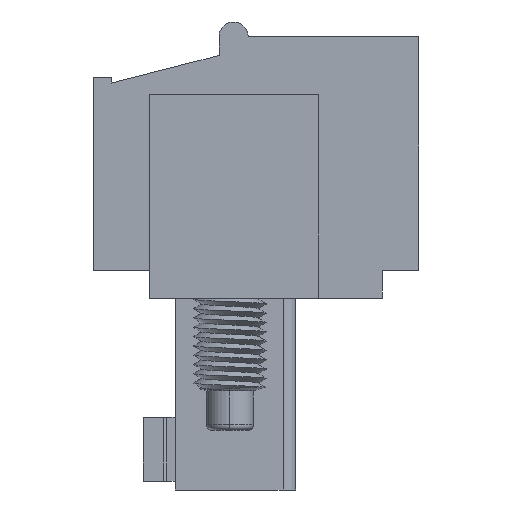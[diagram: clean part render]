
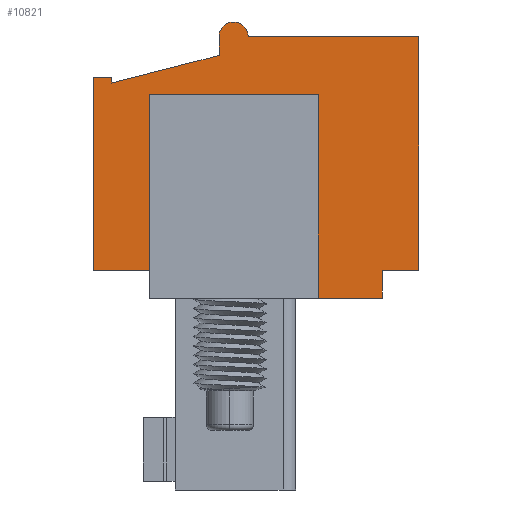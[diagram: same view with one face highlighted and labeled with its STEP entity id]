
A CAD part, left-side view. The second image highlights one B-rep face of the part: STEP entity #10821.
In plain terms, the highlighted planar face has unit normal (-1, 0, 0).
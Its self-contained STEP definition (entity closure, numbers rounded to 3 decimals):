
#164=DIRECTION('',(0.,0.,1.));
#165=VECTOR('',#164,6.05);
#166=CARTESIAN_POINT('',(-23.65,2.88,-8.05));
#167=LINE('',#166,#165);
#168=DIRECTION('',(0.,-1.,0.));
#169=VECTOR('',#168,1.95);
#170=CARTESIAN_POINT('',(-23.65,4.83,-8.05));
#171=LINE('',#170,#169);
#172=DIRECTION('',(0.,0.,1.));
#173=VECTOR('',#172,6.65);
#174=CARTESIAN_POINT('',(-23.65,4.83,-8.05));
#175=LINE('',#174,#173);
#176=DIRECTION('',(0.,1.,0.));
#177=VECTOR('',#176,0.63);
#178=CARTESIAN_POINT('',(-23.65,4.2,-1.4));
#179=LINE('',#178,#177);
#180=DIRECTION('',(0.,0.,1.));
#181=VECTOR('',#180,0.2);
#182=CARTESIAN_POINT('',(-23.65,4.2,-1.6));
#183=LINE('',#182,#181);
#184=DIRECTION('',(0.,0.969,-0.249));
#185=VECTOR('',#184,3.82);
#186=CARTESIAN_POINT('',(-23.65,0.5,-0.65));
#187=LINE('',#186,#185);
#188=DIRECTION('',(0.,0.,-1.));
#189=VECTOR('',#188,0.65);
#190=CARTESIAN_POINT('',(-23.65,0.5,0.));
#191=LINE('',#190,#189);
#192=CARTESIAN_POINT('',(-23.65,0.,0.));
#193=DIRECTION('',(-1.,0.,0.));
#194=DIRECTION('',(0.,-1.,0.));
#195=AXIS2_PLACEMENT_3D('',#192,#193,#194);
#197=DIRECTION('',(0.,-1.,0.));
#198=VECTOR('',#197,5.87);
#199=CARTESIAN_POINT('',(-23.65,-0.5,0.));
#200=LINE('',#199,#198);
#201=DIRECTION('',(0.,0.,-1.));
#202=VECTOR('',#201,8.05);
#203=CARTESIAN_POINT('',(-23.65,-6.37,0.));
#204=LINE('',#203,#202);
#205=DIRECTION('',(0.,-1.,0.));
#206=VECTOR('',#205,1.25);
#207=CARTESIAN_POINT('',(-23.65,-5.12,-8.05));
#208=LINE('',#207,#206);
#209=DIRECTION('',(0.,0.,1.));
#210=VECTOR('',#209,0.95);
#211=CARTESIAN_POINT('',(-23.65,-5.12,-9.));
#212=LINE('',#211,#210);
#213=DIRECTION('',(0.,1.,0.));
#214=VECTOR('',#213,2.2);
#215=CARTESIAN_POINT('',(-23.65,-5.12,-9.));
#216=LINE('',#215,#214);
#217=DIRECTION('',(0.,0.,1.));
#218=VECTOR('',#217,7.);
#219=CARTESIAN_POINT('',(-23.65,-2.92,-9.));
#220=LINE('',#219,#218);
#221=DIRECTION('',(0.,-1.,0.));
#222=VECTOR('',#221,5.8);
#223=CARTESIAN_POINT('',(-23.65,2.88,-2.));
#224=LINE('',#223,#222);
#9472=CARTESIAN_POINT('',(-23.65,-6.37,0.));
#9473=CARTESIAN_POINT('',(-23.65,-6.37,-8.05));
#9474=VERTEX_POINT('',#9472);
#9475=VERTEX_POINT('',#9473);
#9476=CARTESIAN_POINT('',(-23.65,4.83,-8.05));
#9477=CARTESIAN_POINT('',(-23.65,4.83,-1.4));
#9478=VERTEX_POINT('',#9476);
#9479=VERTEX_POINT('',#9477);
#9480=CARTESIAN_POINT('',(-23.65,-0.5,0.));
#9481=VERTEX_POINT('',#9480);
#9482=CARTESIAN_POINT('',(-23.65,0.5,0.));
#9483=CARTESIAN_POINT('',(-23.65,0.5,-0.65));
#9484=VERTEX_POINT('',#9482);
#9485=VERTEX_POINT('',#9483);
#9486=CARTESIAN_POINT('',(-23.65,4.2,-1.6));
#9487=VERTEX_POINT('',#9486);
#9488=CARTESIAN_POINT('',(-23.65,4.2,-1.4));
#9489=VERTEX_POINT('',#9488);
#9490=CARTESIAN_POINT('',(-23.65,-5.12,-9.));
#9491=CARTESIAN_POINT('',(-23.65,-5.12,-8.05));
#9492=VERTEX_POINT('',#9490);
#9493=VERTEX_POINT('',#9491);
#9631=CARTESIAN_POINT('',(-23.65,2.88,-8.05));
#9632=CARTESIAN_POINT('',(-23.65,2.88,-2.));
#9633=VERTEX_POINT('',#9631);
#9634=VERTEX_POINT('',#9632);
#9635=CARTESIAN_POINT('',(-23.65,-2.92,-2.));
#9636=VERTEX_POINT('',#9635);
#9637=CARTESIAN_POINT('',(-23.65,-2.92,-9.));
#9638=VERTEX_POINT('',#9637);
#10786=CARTESIAN_POINT('',(-23.65,-12.25,-10.621));
#10787=DIRECTION('',(-1.,0.,0.));
#10788=DIRECTION('',(0.,0.,1.));
#10789=AXIS2_PLACEMENT_3D('',#10786,#10787,#10788);
#10790=PLANE('',#10789);
#10791=ORIENTED_EDGE('',*,*,#10690,.F.);
#10792=ORIENTED_EDGE('',*,*,#10776,.F.);
#10794=ORIENTED_EDGE('',*,*,#10793,.T.);
#10796=ORIENTED_EDGE('',*,*,#10795,.F.);
#10798=ORIENTED_EDGE('',*,*,#10797,.F.);
#10800=ORIENTED_EDGE('',*,*,#10799,.F.);
#10802=ORIENTED_EDGE('',*,*,#10801,.F.);
#10804=ORIENTED_EDGE('',*,*,#10803,.F.);
#10806=ORIENTED_EDGE('',*,*,#10805,.T.);
#10808=ORIENTED_EDGE('',*,*,#10807,.T.);
#10810=ORIENTED_EDGE('',*,*,#10809,.F.);
#10812=ORIENTED_EDGE('',*,*,#10811,.F.);
#10814=ORIENTED_EDGE('',*,*,#10813,.T.);
#10816=ORIENTED_EDGE('',*,*,#10815,.T.);
#10818=ORIENTED_EDGE('',*,*,#10817,.F.);
#10819=EDGE_LOOP('',(#10791,#10792,#10794,#10796,#10798,#10800,#10802,#10804,
#10806,#10808,#10810,#10812,#10814,#10816,#10818));
#10820=FACE_OUTER_BOUND('',#10819,.F.);
#10821=ADVANCED_FACE('',(#10820),#10790,.T.);
#196=CIRCLE('',#195,0.5);
#10690=EDGE_CURVE('',#9633,#9634,#167,.T.);
#10776=EDGE_CURVE('',#9478,#9633,#171,.T.);
#10793=EDGE_CURVE('',#9478,#9479,#175,.T.);
#10795=EDGE_CURVE('',#9489,#9479,#179,.T.);
#10797=EDGE_CURVE('',#9487,#9489,#183,.T.);
#10799=EDGE_CURVE('',#9485,#9487,#187,.T.);
#10801=EDGE_CURVE('',#9484,#9485,#191,.T.);
#10803=EDGE_CURVE('',#9481,#9484,#196,.T.);
#10805=EDGE_CURVE('',#9481,#9474,#200,.T.);
#10807=EDGE_CURVE('',#9474,#9475,#204,.T.);
#10809=EDGE_CURVE('',#9493,#9475,#208,.T.);
#10811=EDGE_CURVE('',#9492,#9493,#212,.T.);
#10813=EDGE_CURVE('',#9492,#9638,#216,.T.);
#10815=EDGE_CURVE('',#9638,#9636,#220,.T.);
#10817=EDGE_CURVE('',#9634,#9636,#224,.T.);
